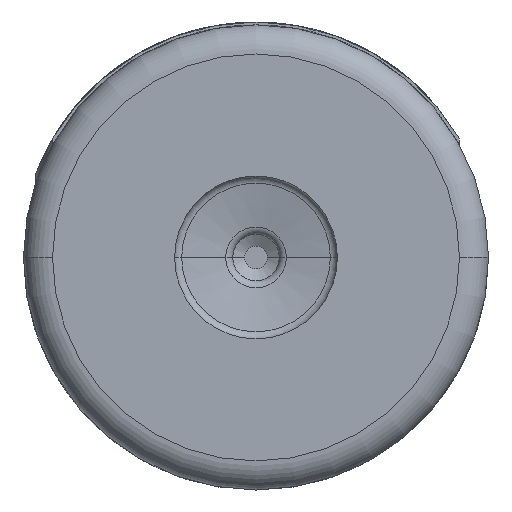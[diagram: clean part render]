
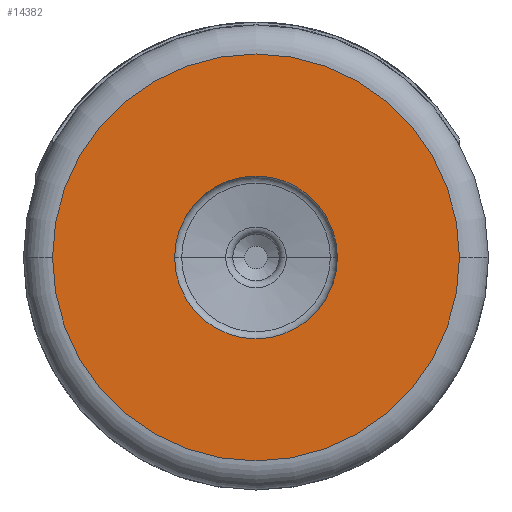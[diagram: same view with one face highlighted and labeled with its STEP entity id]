
A CAD part, front view. The second image highlights one B-rep face of the part: STEP entity #14382.
In plain terms, the highlighted planar face has unit normal (0, -1, 0).
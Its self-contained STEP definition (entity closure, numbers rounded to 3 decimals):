
#1950=CARTESIAN_POINT('',(0.,-4.,0.));
#1951=DIRECTION('',(0.,-1.,0.));
#1952=DIRECTION('',(-1.,0.,0.));
#1953=AXIS2_PLACEMENT_3D('',#1950,#1951,#1952);
#1965=CARTESIAN_POINT('',(0.,-4.,0.));
#1966=DIRECTION('',(0.,-1.,0.));
#1967=DIRECTION('',(-1.,0.,0.));
#1968=AXIS2_PLACEMENT_3D('',#1965,#1966,#1967);
#1970=CARTESIAN_POINT('',(0.,-4.,0.));
#1971=DIRECTION('',(0.,-1.,0.));
#1972=DIRECTION('',(1.,0.,0.));
#1973=AXIS2_PLACEMENT_3D('',#1970,#1971,#1972);
#1975=CARTESIAN_POINT('',(0.,-4.,0.));
#1976=DIRECTION('',(0.,-1.,0.));
#1977=DIRECTION('',(1.,0.,0.));
#1978=AXIS2_PLACEMENT_3D('',#1975,#1976,#1977);
#12440=CARTESIAN_POINT('',(-1.4,-4.,0.));
#12441=CARTESIAN_POINT('',(1.4,-4.,0.));
#12442=VERTEX_POINT('',#12440);
#12443=VERTEX_POINT('',#12441);
#12444=CARTESIAN_POINT('',(3.5,-4.,0.));
#12445=CARTESIAN_POINT('',(-3.5,-4.,0.));
#12446=VERTEX_POINT('',#12444);
#12447=VERTEX_POINT('',#12445);
#14366=CARTESIAN_POINT('',(0.,-4.,0.));
#14367=DIRECTION('',(0.,1.,0.));
#14368=DIRECTION('',(1.,0.,0.));
#14369=AXIS2_PLACEMENT_3D('',#14366,#14367,#14368);
#14370=PLANE('',#14369);
#14372=ORIENTED_EDGE('',*,*,#14371,.F.);
#14373=ORIENTED_EDGE('',*,*,#14356,.F.);
#14374=EDGE_LOOP('',(#14372,#14373));
#14375=FACE_OUTER_BOUND('',#14374,.F.);
#14377=ORIENTED_EDGE('',*,*,#14376,.T.);
#14379=ORIENTED_EDGE('',*,*,#14378,.T.);
#14380=EDGE_LOOP('',(#14377,#14379));
#14381=FACE_BOUND('',#14380,.F.);
#14382=ADVANCED_FACE('',(#14375,#14381),#14370,.F.);
#1954=CIRCLE('',#1953,3.5);
#1969=CIRCLE('',#1968,1.4);
#1974=CIRCLE('',#1973,1.4);
#1979=CIRCLE('',#1978,3.5);
#14356=EDGE_CURVE('',#12447,#12446,#1954,.T.);
#14371=EDGE_CURVE('',#12446,#12447,#1979,.T.);
#14376=EDGE_CURVE('',#12442,#12443,#1969,.T.);
#14378=EDGE_CURVE('',#12443,#12442,#1974,.T.);
